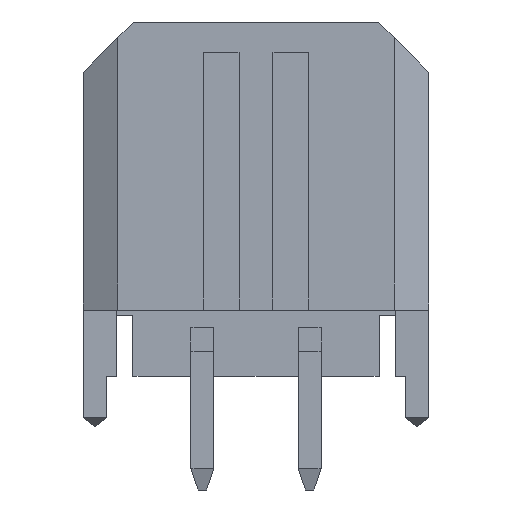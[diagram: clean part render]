
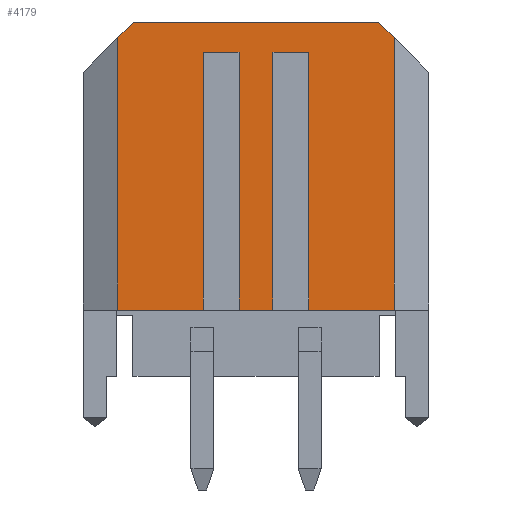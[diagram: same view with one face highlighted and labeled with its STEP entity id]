
A CAD part, front view. The second image highlights one B-rep face of the part: STEP entity #4179.
In plain terms, the highlighted planar face has unit normal (0, -1, 0).
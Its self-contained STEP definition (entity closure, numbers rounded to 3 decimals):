
#529=VERTEX_POINT('',#530);
#530=CARTESIAN_POINT('',(-3.425,-1.93,4.95));
#536=EDGE_CURVE('',#529,#537,#539,.T.);
#537=VERTEX_POINT('',#538);
#538=CARTESIAN_POINT('',(3.425,-1.93,4.95));
#539=LINE('',#540,#541);
#540=CARTESIAN_POINT('',(-3.425,-1.93,4.95));
#541=VECTOR('',#542,1.0);
#542=DIRECTION('',(1.0,0.0,0.0));
#4054=VERTEX_POINT('',#4055);
#4055=CARTESIAN_POINT('',(-3.865,-1.93,4.51));
#4061=EDGE_CURVE('',#4054,#529,#4062,.F.);
#4062=LINE('',#4063,#4064);
#4063=CARTESIAN_POINT('',(-3.425,-1.93,4.95));
#4064=VECTOR('',#4065,1.0);
#4065=DIRECTION('',(-0.707,0.0,-0.707));
#4134=EDGE_CURVE('',#537,#4135,#4137,.F.);
#4135=VERTEX_POINT('',#4136);
#4136=CARTESIAN_POINT('',(3.865,-1.93,4.51));
#4137=LINE('',#4138,#4139);
#4138=CARTESIAN_POINT('',(3.865,-1.93,4.51));
#4139=VECTOR('',#4140,1.0);
#4140=DIRECTION('',(-0.707,0.0,0.707));
#4159=VERTEX_POINT('',#4160);
#4160=CARTESIAN_POINT('',(3.865,-1.93,-3.1));
#4169=EDGE_CURVE('',#4135,#4159,#4170,.T.);
#4170=LINE('',#4171,#4172);
#4171=CARTESIAN_POINT('',(3.865,-1.93,4.51));
#4172=VECTOR('',#4173,1.0);
#4173=DIRECTION('',(0.0,0.0,-1.0));
#4179=ADVANCED_FACE('',(#4180),#4264,.T.);
#4180=FACE_BOUND('',#4181,.T.);
#4181=EDGE_LOOP('',(#4182,#4192,#4200,#4206,#4207,#4208,#4209,#4210,#4218,#4226,#4234,#4242,#4250,#4258));
#4182=ORIENTED_EDGE('',*,*,#4183,.T.);
#4183=EDGE_CURVE('',#4184,#4186,#4188,.F.);
#4184=VERTEX_POINT('',#4185);
#4185=CARTESIAN_POINT('',(0.475,-1.93,4.1));
#4186=VERTEX_POINT('',#4187);
#4187=CARTESIAN_POINT('',(1.475,-1.93,4.1));
#4188=LINE('',#4189,#4190);
#4189=CARTESIAN_POINT('',(1.475,-1.93,4.1));
#4190=VECTOR('',#4191,1.0);
#4191=DIRECTION('',(-1.0,0.0,0.0));
#4192=ORIENTED_EDGE('',*,*,#4193,.T.);
#4193=EDGE_CURVE('',#4186,#4194,#4196,.F.);
#4194=VERTEX_POINT('',#4195);
#4195=CARTESIAN_POINT('',(1.475,-1.93,-3.1));
#4196=LINE('',#4197,#4198);
#4197=CARTESIAN_POINT('',(1.475,-1.93,-3.1));
#4198=VECTOR('',#4199,1.0);
#4199=DIRECTION('',(0.0,0.0,1.0));
#4200=ORIENTED_EDGE('',*,*,#4201,.T.);
#4201=EDGE_CURVE('',#4194,#4159,#4202,.F.);
#4202=LINE('',#4203,#4204);
#4203=CARTESIAN_POINT('',(3.865,-1.93,-3.1));
#4204=VECTOR('',#4205,1.0);
#4205=DIRECTION('',(-1.0,0.0,0.0));
#4206=ORIENTED_EDGE('',*,*,#4169,.F.);
#4207=ORIENTED_EDGE('',*,*,#4134,.F.);
#4208=ORIENTED_EDGE('',*,*,#536,.F.);
#4209=ORIENTED_EDGE('',*,*,#4061,.F.);
#4210=ORIENTED_EDGE('',*,*,#4211,.T.);
#4211=EDGE_CURVE('',#4054,#4212,#4214,.F.);
#4212=VERTEX_POINT('',#4213);
#4213=CARTESIAN_POINT('',(-3.865,-1.93,-3.1));
#4214=LINE('',#4215,#4216);
#4215=CARTESIAN_POINT('',(-3.865,-1.93,-3.1));
#4216=VECTOR('',#4217,1.0);
#4217=DIRECTION('',(0.0,0.0,1.0));
#4218=ORIENTED_EDGE('',*,*,#4219,.T.);
#4219=EDGE_CURVE('',#4212,#4220,#4222,.F.);
#4220=VERTEX_POINT('',#4221);
#4221=CARTESIAN_POINT('',(-1.475,-1.93,-3.1));
#4222=LINE('',#4223,#4224);
#4223=CARTESIAN_POINT('',(-1.475,-1.93,-3.1));
#4224=VECTOR('',#4225,1.0);
#4225=DIRECTION('',(-1.0,0.0,0.0));
#4226=ORIENTED_EDGE('',*,*,#4227,.T.);
#4227=EDGE_CURVE('',#4220,#4228,#4230,.T.);
#4228=VERTEX_POINT('',#4229);
#4229=CARTESIAN_POINT('',(-1.475,-1.93,4.1));
#4230=LINE('',#4231,#4232);
#4231=CARTESIAN_POINT('',(-1.475,-1.93,-3.1));
#4232=VECTOR('',#4233,1.0);
#4233=DIRECTION('',(0.0,0.0,1.0));
#4234=ORIENTED_EDGE('',*,*,#4235,.T.);
#4235=EDGE_CURVE('',#4228,#4236,#4238,.F.);
#4236=VERTEX_POINT('',#4237);
#4237=CARTESIAN_POINT('',(-0.475,-1.93,4.1));
#4238=LINE('',#4239,#4240);
#4239=CARTESIAN_POINT('',(-0.475,-1.93,4.1));
#4240=VECTOR('',#4241,1.0);
#4241=DIRECTION('',(-1.0,0.0,0.0));
#4242=ORIENTED_EDGE('',*,*,#4243,.T.);
#4243=EDGE_CURVE('',#4236,#4244,#4246,.F.);
#4244=VERTEX_POINT('',#4245);
#4245=CARTESIAN_POINT('',(-0.475,-1.93,-3.1));
#4246=LINE('',#4247,#4248);
#4247=CARTESIAN_POINT('',(-0.475,-1.93,-3.1));
#4248=VECTOR('',#4249,1.0);
#4249=DIRECTION('',(0.0,0.0,1.0));
#4250=ORIENTED_EDGE('',*,*,#4251,.T.);
#4251=EDGE_CURVE('',#4244,#4252,#4254,.F.);
#4252=VERTEX_POINT('',#4253);
#4253=CARTESIAN_POINT('',(0.475,-1.93,-3.1));
#4254=LINE('',#4255,#4256);
#4255=CARTESIAN_POINT('',(0.475,-1.93,-3.1));
#4256=VECTOR('',#4257,1.0);
#4257=DIRECTION('',(-1.0,0.0,0.0));
#4258=ORIENTED_EDGE('',*,*,#4259,.T.);
#4259=EDGE_CURVE('',#4252,#4184,#4260,.T.);
#4260=LINE('',#4261,#4262);
#4261=CARTESIAN_POINT('',(0.475,-1.93,-3.1));
#4262=VECTOR('',#4263,1.0);
#4263=DIRECTION('',(0.0,0.0,1.0));
#4264=PLANE('',#4265);
#4265=AXIS2_PLACEMENT_3D('',#4266,#4267,#4268);
#4266=CARTESIAN_POINT('',(-4.825,-1.93,4.95));
#4267=DIRECTION('',(0.0,-1.0,0.0));
#4268=DIRECTION('',(0.0,0.0,-1.0));
